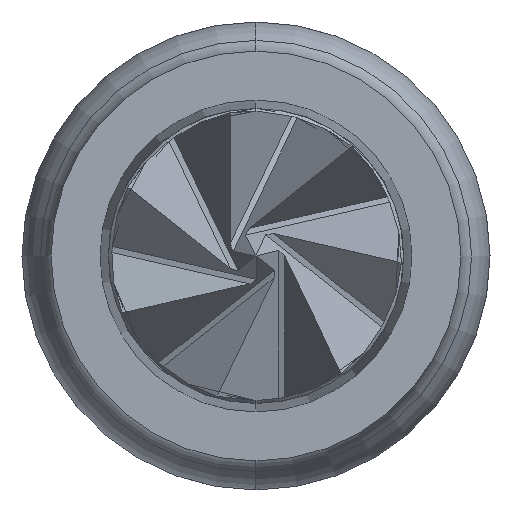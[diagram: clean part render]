
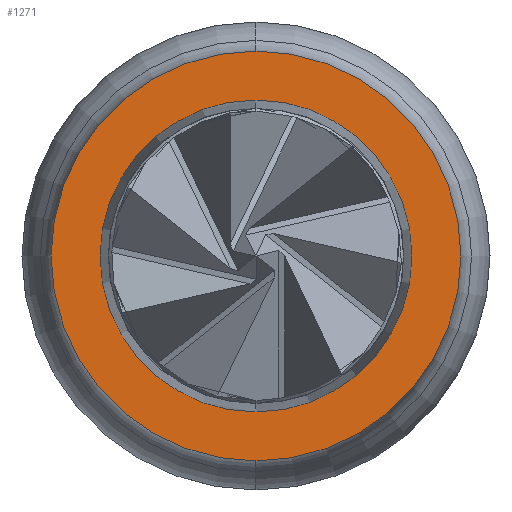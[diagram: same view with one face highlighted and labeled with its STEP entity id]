
A CAD part, left-side view. The second image highlights one B-rep face of the part: STEP entity #1271.
In plain terms, the highlighted planar face has unit normal (-1, 0, 0).
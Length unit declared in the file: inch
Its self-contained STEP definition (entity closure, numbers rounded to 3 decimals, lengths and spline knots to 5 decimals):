
#68 = DIRECTION ( 'NONE',  ( 0., 0., -1. ) ) ;
#81 = DIRECTION ( 'NONE',  ( 1., 0., 0. ) ) ;
#139 = CARTESIAN_POINT ( 'NONE',  ( 0., 0., 0. ) ) ;
#150 = DIRECTION ( 'NONE',  ( -1., 0., 0. ) ) ;
#158 = EDGE_CURVE ( 'NONE', #166, #1704, #518, .T. ) ;
#166 = VERTEX_POINT ( 'NONE', #1890 ) ;
#237 = CARTESIAN_POINT ( 'NONE',  ( 0., 0., -0.0176 ) ) ;
#276 = ORIENTED_EDGE ( 'NONE', *, *, #2525, .F. ) ;
#442 = AXIS2_PLACEMENT_3D ( 'NONE', #1614, #1627, #1638 ) ;
#518 = CIRCLE ( 'NONE', #2634, 0.01339 ) ;
#614 = ORIENTED_EDGE ( 'NONE', *, *, #158, .F. ) ;
#632 = AXIS2_PLACEMENT_3D ( 'NONE', #2479, #2520, #2540 ) ;
#715 = EDGE_CURVE ( 'NONE', #1704, #166, #1780, .T. ) ;
#780 = ORIENTED_EDGE ( 'NONE', *, *, #1427, .F. ) ;
#792 = DIRECTION ( 'NONE',  ( 0., 0., 1. ) ) ;
#900 = CIRCLE ( 'NONE', #1161, 0.0176 ) ;
#949 = AXIS2_PLACEMENT_3D ( 'NONE', #1105, #150, #792 ) ;
#1059 = DIRECTION ( 'NONE',  ( -1., 0., 0. ) ) ;
#1105 = CARTESIAN_POINT ( 'NONE',  ( 0., 0.0165, 0. ) ) ;
#1161 = AXIS2_PLACEMENT_3D ( 'NONE', #139, #81, #68 ) ;
#1235 = DIRECTION ( 'NONE',  ( 0., 0., 1. ) ) ;
#1271 = ADVANCED_FACE ( 'NONE', ( #2031, #1565 ), #1790, .T. ) ;
#1422 = CIRCLE ( 'NONE', #632, 0.0176 ) ;
#1427 = EDGE_CURVE ( 'NONE', #2117, #1974, #1422, .T. ) ;
#1533 = EDGE_LOOP ( 'NONE', ( #2480, #614 ) ) ;
#1565 = FACE_OUTER_BOUND ( 'NONE', #2047, .T. ) ;
#1573 = CARTESIAN_POINT ( 'NONE',  ( 0., 0., 0.0176 ) ) ;
#1614 = CARTESIAN_POINT ( 'NONE',  ( 0., 0., 0. ) ) ;
#1627 = DIRECTION ( 'NONE',  ( -1., 0., 0. ) ) ;
#1638 = DIRECTION ( 'NONE',  ( 0., 0., 1. ) ) ;
#1704 = VERTEX_POINT ( 'NONE', #2081 ) ;
#1780 = CIRCLE ( 'NONE', #442, 0.01339 ) ;
#1790 = PLANE ( 'NONE',  #949 ) ;
#1890 = CARTESIAN_POINT ( 'NONE',  ( 0., 0., 0.01339 ) ) ;
#1974 = VERTEX_POINT ( 'NONE', #237 ) ;
#2031 = FACE_BOUND ( 'NONE', #1533, .T. ) ;
#2047 = EDGE_LOOP ( 'NONE', ( #276, #780 ) ) ;
#2081 = CARTESIAN_POINT ( 'NONE',  ( 0., 0., -0.01339 ) ) ;
#2117 = VERTEX_POINT ( 'NONE', #1573 ) ;
#2397 = CARTESIAN_POINT ( 'NONE',  ( 0., 0., 0. ) ) ;
#2479 = CARTESIAN_POINT ( 'NONE',  ( 0., 0., 0. ) ) ;
#2480 = ORIENTED_EDGE ( 'NONE', *, *, #715, .F. ) ;
#2520 = DIRECTION ( 'NONE',  ( 1., 0., 0. ) ) ;
#2525 = EDGE_CURVE ( 'NONE', #1974, #2117, #900, .T. ) ;
#2540 = DIRECTION ( 'NONE',  ( 0., 0., -1. ) ) ;
#2634 = AXIS2_PLACEMENT_3D ( 'NONE', #2397, #1059, #1235 ) ;
